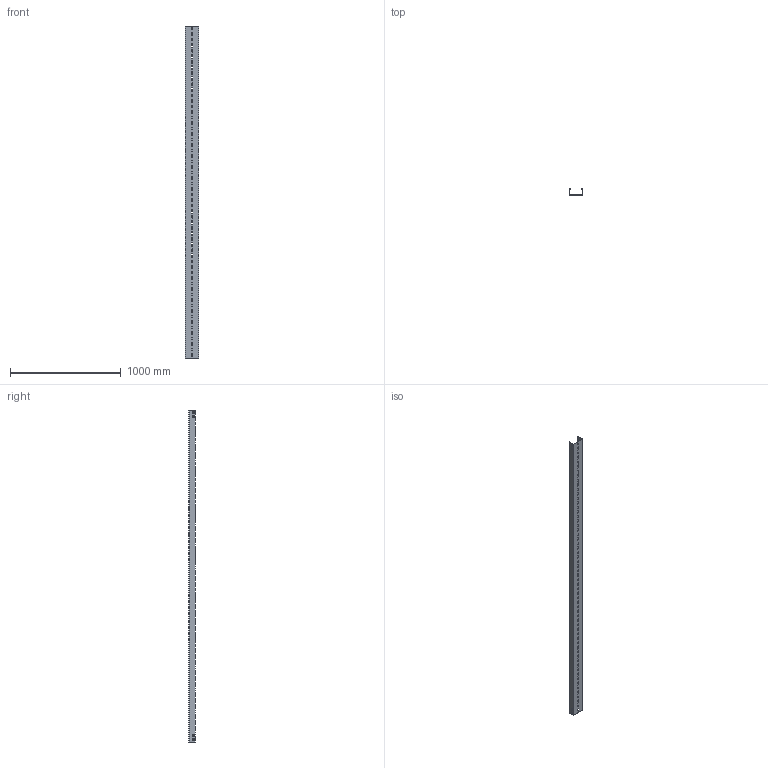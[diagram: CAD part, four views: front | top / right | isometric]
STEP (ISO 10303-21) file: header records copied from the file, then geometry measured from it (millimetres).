
FILE_DESCRIPTION((''),'2;1');
FILE_NAME('160012_PRT','2019-01-03T11:19:26',('tomasz.grudniewski'),(''),'CREO PARAMETRIC BY PTC INC, 2018400','CREO PARAMETRIC BY PTC INC, 2018400','');
FILE_SCHEMA(('CONFIG_CONTROL_DESIGN'));
Length unit declared in the file: millimetre
Products named in the file (1): 160012_PRT
Bounding box: 120 x 60 x 3000 mm (x, y, z)
Volume: 743137.9 mm3; surface area: 1497691.8 mm2
Topology: 1 solids, 1 shells, 364 faces, 1030 edges, 668 vertices
Faces by surface type: plane 258, cylinder 106
Entity records: 12020 total; most frequent: CARTESIAN_POINT 2062, ORIENTED_EDGE 2060, DIRECTION 1970, EDGE_CURVE 1030, VECTOR 818, LINE 818, VERTEX_POINT 668, AXIS2_PLACEMENT_3D 576
